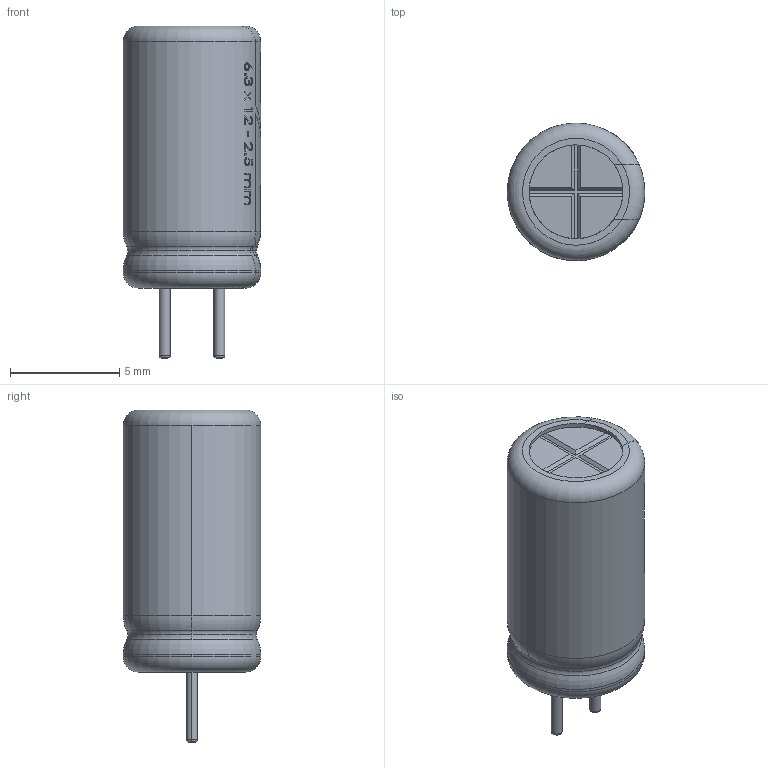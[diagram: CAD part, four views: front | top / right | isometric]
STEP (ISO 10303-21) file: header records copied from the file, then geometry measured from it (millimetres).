
FILE_DESCRIPTION (( 'STEP AP214' ), '1' );
FILE_NAME ('User Library-Cap-EL(6.3x12-2.5).STEP', '2016-03-05T14:39:08', ( 'Windows User' ), ( '' ), 'SwSTEP 2.0', 'SolidWorks 2016', '' );
FILE_SCHEMA (( 'AUTOMOTIVE_DESIGN' ));
Length unit declared in the file: millimetre
Products named in the file (1): User Library-Cap-EL(6.3x12-2.5)
Bounding box: 6.3 x 6.3 x 15.2 mm (x, y, z)
Volume: 208.7 mm3; surface area: 479.3 mm2
Topology: 1 solids, 2 shells, 461 faces, 1218 edges, 806 vertices
Faces by surface type: plane 211, bspline 159, cylinder 62, torus 29
Entity records: 25899 total; most frequent: CARTESIAN_POINT 10751, ORIENTED_EDGE 2436, DIRECTION 1491, EDGE_CURVE 1218, VERTEX_POINT 806, B_SPLINE_CURVE_WITH_KNOTS 559, AXIS2_PLACEMENT_3D 541, EDGE_LOOP 506
